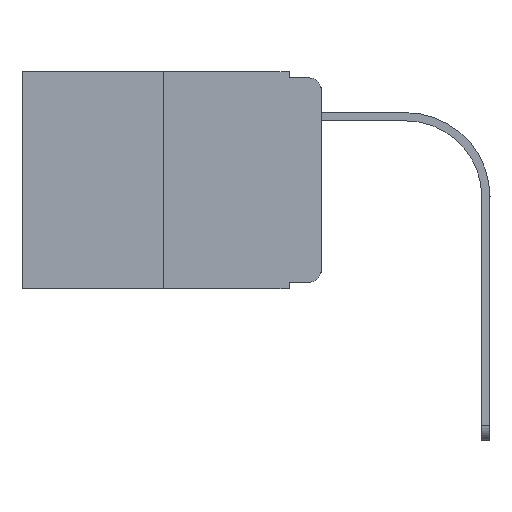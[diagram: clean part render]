
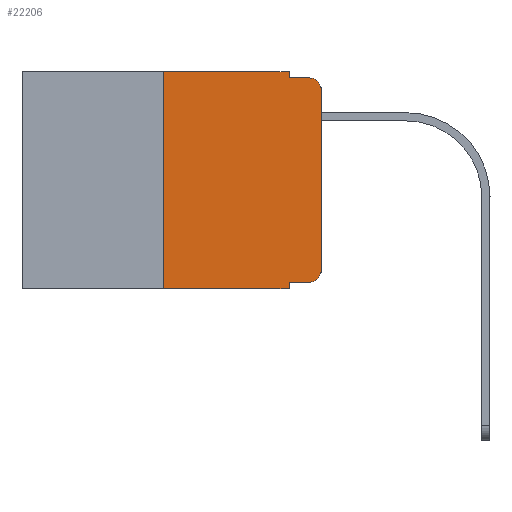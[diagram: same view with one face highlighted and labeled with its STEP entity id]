
A CAD part, left-side view. The second image highlights one B-rep face of the part: STEP entity #22206.
In plain terms, the highlighted planar face has unit normal (-1, 0, 0).
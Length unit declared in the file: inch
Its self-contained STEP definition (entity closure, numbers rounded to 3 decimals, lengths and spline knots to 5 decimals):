
#37 = VERTEX_POINT ( 'NONE', #19587 ) ;
#116 = EDGE_LOOP ( 'NONE', ( #17071, #10870, #7999, #8453, #20588, #18533, #14595, #1776, #20561, #519 ) ) ;
#519 = ORIENTED_EDGE ( 'NONE', *, *, #13223, .T. ) ;
#725 = CARTESIAN_POINT ( 'NONE',  ( 0., 0.051, -0.01 ) ) ;
#808 = EDGE_CURVE ( 'NONE', #8955, #5699, #22446, .T. ) ;
#930 = AXIS2_PLACEMENT_3D ( 'NONE', #6938, #18285, #12843 ) ;
#963 = CARTESIAN_POINT ( 'NONE',  ( 0., 0., -0.313 ) ) ;
#1709 = DIRECTION ( 'NONE',  ( 0., 0., 1. ) ) ;
#1728 = VERTEX_POINT ( 'NONE', #13123 ) ;
#1776 = ORIENTED_EDGE ( 'NONE', *, *, #11044, .F. ) ;
#2164 = DIRECTION ( 'NONE',  ( 0., 0., 1. ) ) ;
#2299 = AXIS2_PLACEMENT_3D ( 'NONE', #4813, #19837, #4688 ) ;
#2332 = LINE ( 'NONE', #7989, #6288 ) ;
#2596 = VERTEX_POINT ( 'NONE', #23411 ) ;
#2691 = LINE ( 'NONE', #6386, #20238 ) ;
#2888 = VECTOR ( 'NONE', #1709, 39.37008 ) ;
#3529 = CARTESIAN_POINT ( 'NONE',  ( 0., 0.051, -0.333 ) ) ;
#3811 = EDGE_CURVE ( 'NONE', #11207, #22635, #22851, .T. ) ;
#4041 = LINE ( 'NONE', #17717, #4089 ) ;
#4050 = CARTESIAN_POINT ( 'NONE',  ( 0., 0.02, -0.333 ) ) ;
#4089 = VECTOR ( 'NONE', #19556, 39.37008 ) ;
#4316 = VECTOR ( 'NONE', #2164, 39.37008 ) ;
#4497 = EDGE_CURVE ( 'NONE', #2596, #20116, #13012, .T. ) ;
#4580 = CARTESIAN_POINT ( 'NONE',  ( 0., 0.02, -0.313 ) ) ;
#4688 = DIRECTION ( 'NONE',  ( 0., 0., -1. ) ) ;
#4813 = CARTESIAN_POINT ( 'NONE',  ( 0., 0.473, 0. ) ) ;
#5333 = CARTESIAN_POINT ( 'NONE',  ( 0., 0.051, 0. ) ) ;
#5699 = VERTEX_POINT ( 'NONE', #725 ) ;
#5748 = EDGE_CURVE ( 'NONE', #5699, #1728, #4041, .T. ) ;
#5834 = CARTESIAN_POINT ( 'NONE',  ( 0., 0., 0. ) ) ;
#6288 = VECTOR ( 'NONE', #9366, 39.37008 ) ;
#6386 = CARTESIAN_POINT ( 'NONE',  ( 0., 0.051, 0. ) ) ;
#6734 = EDGE_CURVE ( 'NONE', #22635, #1728, #17429, .T. ) ;
#6938 = CARTESIAN_POINT ( 'NONE',  ( 0., 0.02, -0.03 ) ) ;
#7904 = DIRECTION ( 'NONE',  ( 0., 0., -1. ) ) ;
#7989 = CARTESIAN_POINT ( 'NONE',  ( 0., 0.051, -0.333 ) ) ;
#7999 = ORIENTED_EDGE ( 'NONE', *, *, #5748, .F. ) ;
#8046 = DIRECTION ( 'NONE',  ( 0., -1., 0. ) ) ;
#8453 = ORIENTED_EDGE ( 'NONE', *, *, #808, .F. ) ;
#8588 = CIRCLE ( 'NONE', #9740, 0.02 ) ;
#8955 = VERTEX_POINT ( 'NONE', #22867 ) ;
#8979 = EDGE_CURVE ( 'NONE', #2596, #37, #12129, .T. ) ;
#9330 = EDGE_CURVE ( 'NONE', #12013, #9990, #2332, .T. ) ;
#9366 = DIRECTION ( 'NONE',  ( 0., -1., 0. ) ) ;
#9740 = AXIS2_PLACEMENT_3D ( 'NONE', #4580, #21205, #7904 ) ;
#9990 = VERTEX_POINT ( 'NONE', #4050 ) ;
#10152 = DIRECTION ( 'NONE',  ( 0., -1., 0. ) ) ;
#10870 = ORIENTED_EDGE ( 'NONE', *, *, #6734, .T. ) ;
#11044 = EDGE_CURVE ( 'NONE', #12013, #37, #2691, .T. ) ;
#11207 = VERTEX_POINT ( 'NONE', #963 ) ;
#12013 = VERTEX_POINT ( 'NONE', #3529 ) ;
#12129 = LINE ( 'NONE', #19781, #14126 ) ;
#12843 = DIRECTION ( 'NONE',  ( 0., 0., -1. ) ) ;
#13012 = LINE ( 'NONE', #20423, #2888 ) ;
#13123 = CARTESIAN_POINT ( 'NONE',  ( 0., 0.02, -0.01 ) ) ;
#13223 = EDGE_CURVE ( 'NONE', #9990, #11207, #8588, .T. ) ;
#14126 = VECTOR ( 'NONE', #10152, 39.37008 ) ;
#14258 = DIRECTION ( 'NONE',  ( 0., 0., -1. ) ) ;
#14398 = PLANE ( 'NONE',  #2299 ) ;
#14595 = ORIENTED_EDGE ( 'NONE', *, *, #8979, .T. ) ;
#14677 = DIRECTION ( 'NONE',  ( 0., 0., -1. ) ) ;
#17071 = ORIENTED_EDGE ( 'NONE', *, *, #3811, .T. ) ;
#17429 = CIRCLE ( 'NONE', #930, 0.02 ) ;
#17717 = CARTESIAN_POINT ( 'NONE',  ( 0., 0.051, -0.01 ) ) ;
#18033 = CARTESIAN_POINT ( 'NONE',  ( 0., 0.25, 0. ) ) ;
#18285 = DIRECTION ( 'NONE',  ( -1., 0., 0. ) ) ;
#18533 = ORIENTED_EDGE ( 'NONE', *, *, #4497, .F. ) ;
#19556 = DIRECTION ( 'NONE',  ( 0., -1., 0. ) ) ;
#19587 = CARTESIAN_POINT ( 'NONE',  ( 0., 0.051, -0.343 ) ) ;
#19682 = CARTESIAN_POINT ( 'NONE',  ( 0., 0., -0.03 ) ) ;
#19781 = CARTESIAN_POINT ( 'NONE',  ( 0., 0.473, -0.343 ) ) ;
#19806 = VECTOR ( 'NONE', #8046, 39.37008 ) ;
#19837 = DIRECTION ( 'NONE',  ( 1., 0., 0. ) ) ;
#19949 = FACE_OUTER_BOUND ( 'NONE', #116, .T. ) ;
#20116 = VERTEX_POINT ( 'NONE', #18033 ) ;
#20238 = VECTOR ( 'NONE', #14258, 39.37008 ) ;
#20387 = EDGE_CURVE ( 'NONE', #20116, #8955, #20980, .T. ) ;
#20423 = CARTESIAN_POINT ( 'NONE',  ( 0., 0.25, 0. ) ) ;
#20561 = ORIENTED_EDGE ( 'NONE', *, *, #9330, .T. ) ;
#20588 = ORIENTED_EDGE ( 'NONE', *, *, #20387, .F. ) ;
#20980 = LINE ( 'NONE', #23332, #19806 ) ;
#21205 = DIRECTION ( 'NONE',  ( -1., 0., 0. ) ) ;
#22206 = ADVANCED_FACE ( 'NONE', ( #19949 ), #14398, .F. ) ;
#22446 = LINE ( 'NONE', #5333, #22526 ) ;
#22526 = VECTOR ( 'NONE', #14677, 39.37008 ) ;
#22635 = VERTEX_POINT ( 'NONE', #19682 ) ;
#22851 = LINE ( 'NONE', #5834, #4316 ) ;
#22867 = CARTESIAN_POINT ( 'NONE',  ( 0., 0.051, 0. ) ) ;
#23332 = CARTESIAN_POINT ( 'NONE',  ( 0., 0.473, 0. ) ) ;
#23411 = CARTESIAN_POINT ( 'NONE',  ( 0., 0.25, -0.343 ) ) ;
